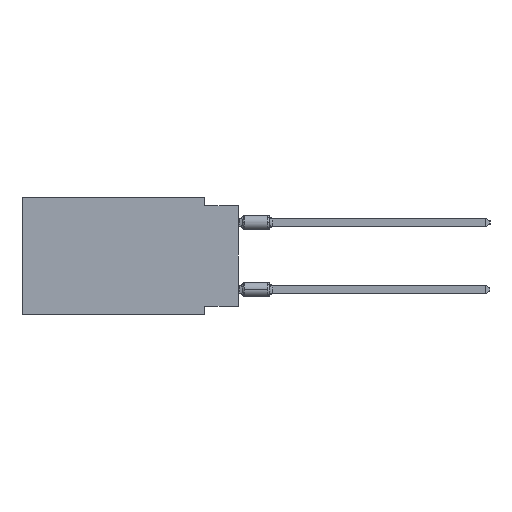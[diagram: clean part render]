
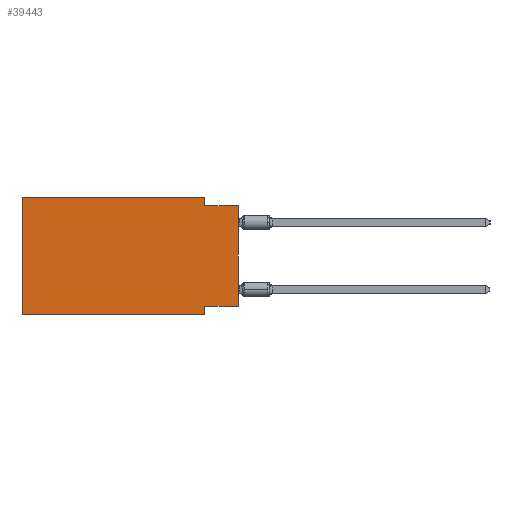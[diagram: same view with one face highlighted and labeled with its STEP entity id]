
A CAD part, left-side view. The second image highlights one B-rep face of the part: STEP entity #39443.
In plain terms, the highlighted planar face has unit normal (-1, 0, 0).
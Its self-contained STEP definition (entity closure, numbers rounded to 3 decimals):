
#142 = VERTEX_POINT ( 'NONE', #44277 ) ;
#385 = LINE ( 'NONE', #29731, #19388 ) ;
#904 = DIRECTION ( 'NONE',  ( 0., 0., -1. ) ) ;
#1428 = VERTEX_POINT ( 'NONE', #32366 ) ;
#1647 = CARTESIAN_POINT ( 'NONE',  ( 0., 2.54, -8.89 ) ) ;
#1736 = DIRECTION ( 'NONE',  ( 0., -1., 0. ) ) ;
#2871 = VECTOR ( 'NONE', #18773, 1000. ) ;
#3698 = FACE_OUTER_BOUND ( 'NONE', #40335, .T. ) ;
#3807 = VECTOR ( 'NONE', #40164, 1000. ) ;
#4965 = ORIENTED_EDGE ( 'NONE', *, *, #10266, .F. ) ;
#6068 = EDGE_CURVE ( 'NONE', #36669, #41802, #32659, .T. ) ;
#6954 = VECTOR ( 'NONE', #12958, 1000. ) ;
#7502 = EDGE_CURVE ( 'NONE', #30665, #15358, #41494, .T. ) ;
#9139 = VECTOR ( 'NONE', #904, 1000. ) ;
#9334 = ORIENTED_EDGE ( 'NONE', *, *, #7502, .T. ) ;
#10266 = EDGE_CURVE ( 'NONE', #30665, #36148, #33187, .T. ) ;
#11321 = CARTESIAN_POINT ( 'NONE',  ( 0., 0., -8.255 ) ) ;
#11453 = DIRECTION ( 'NONE',  ( 0., -1., 0. ) ) ;
#12958 = DIRECTION ( 'NONE',  ( 0., 0., -1. ) ) ;
#13493 = EDGE_CURVE ( 'NONE', #36148, #1428, #38412, .T. ) ;
#15075 = LINE ( 'NONE', #22976, #43343 ) ;
#15198 = VERTEX_POINT ( 'NONE', #23739 ) ;
#15245 = CARTESIAN_POINT ( 'NONE',  ( 0., 16.383, 0. ) ) ;
#15358 = VERTEX_POINT ( 'NONE', #40735 ) ;
#16051 = CARTESIAN_POINT ( 'NONE',  ( 0., 0., 0. ) ) ;
#16930 = ORIENTED_EDGE ( 'NONE', *, *, #32884, .F. ) ;
#18773 = DIRECTION ( 'NONE',  ( 0., 1., 0. ) ) ;
#18859 = DIRECTION ( 'NONE',  ( 1., 0., 0. ) ) ;
#19388 = VECTOR ( 'NONE', #1736, 1000. ) ;
#21051 = AXIS2_PLACEMENT_3D ( 'NONE', #15245, #18859, #22705 ) ;
#22705 = DIRECTION ( 'NONE',  ( 0., 0., -1. ) ) ;
#22976 = CARTESIAN_POINT ( 'NONE',  ( 0., 0., -0.635 ) ) ;
#23739 = CARTESIAN_POINT ( 'NONE',  ( 0., 2.54, -0.635 ) ) ;
#26019 = CARTESIAN_POINT ( 'NONE',  ( 0., 16.383, 0. ) ) ;
#27034 = ORIENTED_EDGE ( 'NONE', *, *, #13493, .F. ) ;
#29438 = PLANE ( 'NONE',  #21051 ) ;
#29731 = CARTESIAN_POINT ( 'NONE',  ( 0., 16.383, -8.89 ) ) ;
#30639 = VECTOR ( 'NONE', #33136, 1000. ) ;
#30665 = VERTEX_POINT ( 'NONE', #36938 ) ;
#31424 = DIRECTION ( 'NONE',  ( 0., 0., 1. ) ) ;
#32187 = EDGE_CURVE ( 'NONE', #142, #15198, #44400, .T. ) ;
#32366 = CARTESIAN_POINT ( 'NONE',  ( 0., 2.54, -8.89 ) ) ;
#32659 = LINE ( 'NONE', #40324, #30639 ) ;
#32884 = EDGE_CURVE ( 'NONE', #41802, #142, #47379, .T. ) ;
#33136 = DIRECTION ( 'NONE',  ( 0., 0., 1. ) ) ;
#33187 = LINE ( 'NONE', #11321, #2871 ) ;
#36148 = VERTEX_POINT ( 'NONE', #40032 ) ;
#36669 = VERTEX_POINT ( 'NONE', #40914 ) ;
#36938 = CARTESIAN_POINT ( 'NONE',  ( 0., 0., -8.255 ) ) ;
#37203 = ORIENTED_EDGE ( 'NONE', *, *, #6068, .F. ) ;
#37888 = EDGE_CURVE ( 'NONE', #36669, #1428, #385, .T. ) ;
#37905 = CARTESIAN_POINT ( 'NONE',  ( 0., 2.54, 0. ) ) ;
#38412 = LINE ( 'NONE', #1647, #6954 ) ;
#38439 = VECTOR ( 'NONE', #31424, 1000. ) ;
#39375 = ORIENTED_EDGE ( 'NONE', *, *, #37888, .T. ) ;
#39443 = ADVANCED_FACE ( 'NONE', ( #3698 ), #29438, .F. ) ;
#40032 = CARTESIAN_POINT ( 'NONE',  ( 0., 2.54, -8.255 ) ) ;
#40164 = DIRECTION ( 'NONE',  ( 0., -1., 0. ) ) ;
#40324 = CARTESIAN_POINT ( 'NONE',  ( 0., 16.383, 0. ) ) ;
#40335 = EDGE_LOOP ( 'NONE', ( #9334, #44970, #47272, #16930, #37203, #39375, #27034, #4965 ) ) ;
#40735 = CARTESIAN_POINT ( 'NONE',  ( 0., 0., -0.635 ) ) ;
#40795 = EDGE_CURVE ( 'NONE', #15198, #15358, #15075, .T. ) ;
#40914 = CARTESIAN_POINT ( 'NONE',  ( 0., 16.383, -8.89 ) ) ;
#41494 = LINE ( 'NONE', #16051, #38439 ) ;
#41802 = VERTEX_POINT ( 'NONE', #42226 ) ;
#42226 = CARTESIAN_POINT ( 'NONE',  ( 0., 16.383, 0. ) ) ;
#43343 = VECTOR ( 'NONE', #11453, 1000. ) ;
#44277 = CARTESIAN_POINT ( 'NONE',  ( 0., 2.54, 0. ) ) ;
#44400 = LINE ( 'NONE', #37905, #9139 ) ;
#44970 = ORIENTED_EDGE ( 'NONE', *, *, #40795, .F. ) ;
#47272 = ORIENTED_EDGE ( 'NONE', *, *, #32187, .F. ) ;
#47379 = LINE ( 'NONE', #26019, #3807 ) ;
